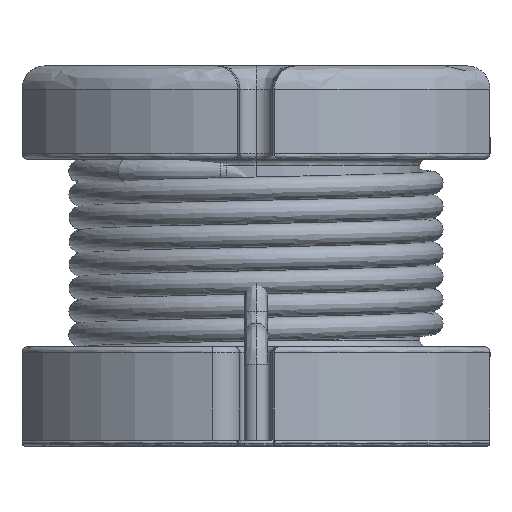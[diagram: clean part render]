
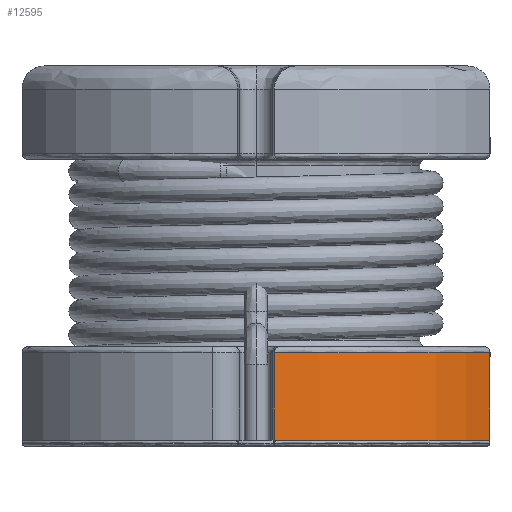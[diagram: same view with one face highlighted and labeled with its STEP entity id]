
A CAD part, left-side view. The second image highlights one B-rep face of the part: STEP entity #12595.
In plain terms, the highlighted cylindrical face has radius 2.25 mm (diameter 4.5 mm), a partial arc.
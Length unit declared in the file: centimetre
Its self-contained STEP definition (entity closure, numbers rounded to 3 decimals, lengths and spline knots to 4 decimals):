
#526 = DIRECTION ( 'NONE',  ( 0., 0., 1. ) ) ;
#610 = DIRECTION ( 'NONE',  ( 0., 0., -1. ) ) ;
#1604 = DIRECTION ( 'NONE',  ( 0., 0., 1. ) ) ;
#3140 = CARTESIAN_POINT ( 'NONE',  ( 0., 0., 0.075 ) ) ;
#3738 = DIRECTION ( 'NONE',  ( 1., 0., 0. ) ) ;
#4299 = CARTESIAN_POINT ( 'NONE',  ( -0.2245, -0.0157, 0. ) ) ;
#5120 = DIRECTION ( 'NONE',  ( 1., 0., 0. ) ) ;
#6639 = CARTESIAN_POINT ( 'NONE',  ( -0.1031, -0.2, 0. ) ) ;
#7632 = VERTEX_POINT ( 'NONE', #14056 ) ;
#8923 = ORIENTED_EDGE ( 'NONE', *, *, #18322, .F. ) ;
#8962 = CARTESIAN_POINT ( 'NONE',  ( -0.2245, -0.0157, 0. ) ) ;
#9274 = EDGE_CURVE ( 'NONE', #12465, #21805, #21353, .T. ) ;
#9327 = ORIENTED_EDGE ( 'NONE', *, *, #24772, .T. ) ;
#9347 = ORIENTED_EDGE ( 'NONE', *, *, #13850, .F. ) ;
#11078 = DIRECTION ( 'NONE',  ( 0., 0., -1. ) ) ;
#11118 = LINE ( 'NONE', #6639, #21529 ) ;
#11365 = FACE_OUTER_BOUND ( 'NONE', #16040, .T. ) ;
#11857 = CIRCLE ( 'NONE', #17545, 0.225 ) ;
#12276 = CARTESIAN_POINT ( 'NONE',  ( 0., 0., 0. ) ) ;
#12465 = VERTEX_POINT ( 'NONE', #18841 ) ;
#12595 = ADVANCED_FACE ( 'NONE', ( #11365 ), #19330, .F. ) ;
#12963 = VERTEX_POINT ( 'NONE', #20760 ) ;
#13850 = EDGE_CURVE ( 'NONE', #21805, #12963, #11857, .T. ) ;
#14056 = CARTESIAN_POINT ( 'NONE',  ( -0.1031, -0.2, 0.075 ) ) ;
#14245 = DIRECTION ( 'NONE',  ( 1., 0., 0. ) ) ;
#16040 = EDGE_LOOP ( 'NONE', ( #9347, #22156, #8923, #9327 ) ) ;
#16129 = VECTOR ( 'NONE', #11078, 100. ) ;
#16862 = DIRECTION ( 'NONE',  ( 0., 0., -1. ) ) ;
#17342 = CARTESIAN_POINT ( 'NONE',  ( 0., 0., 0. ) ) ;
#17545 = AXIS2_PLACEMENT_3D ( 'NONE', #12276, #526, #14245 ) ;
#17728 = CIRCLE ( 'NONE', #19992, 0.225 ) ;
#18322 = EDGE_CURVE ( 'NONE', #7632, #12465, #17728, .T. ) ;
#18841 = CARTESIAN_POINT ( 'NONE',  ( -0.2245, -0.0157, 0.075 ) ) ;
#19330 = CYLINDRICAL_SURFACE ( 'NONE', #21135, 0.225 ) ;
#19992 = AXIS2_PLACEMENT_3D ( 'NONE', #3140, #16862, #5120 ) ;
#20760 = CARTESIAN_POINT ( 'NONE',  ( -0.1031, -0.2, 0. ) ) ;
#21135 = AXIS2_PLACEMENT_3D ( 'NONE', #17342, #1604, #3738 ) ;
#21353 = LINE ( 'NONE', #8962, #16129 ) ;
#21529 = VECTOR ( 'NONE', #610, 100. ) ;
#21805 = VERTEX_POINT ( 'NONE', #4299 ) ;
#22156 = ORIENTED_EDGE ( 'NONE', *, *, #9274, .F. ) ;
#24772 = EDGE_CURVE ( 'NONE', #7632, #12963, #11118, .T. ) ;
